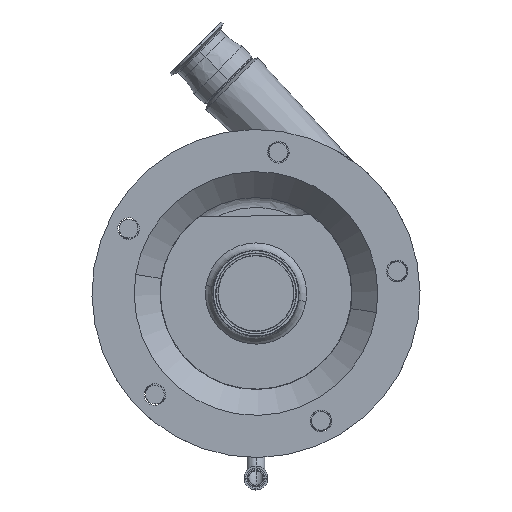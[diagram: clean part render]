
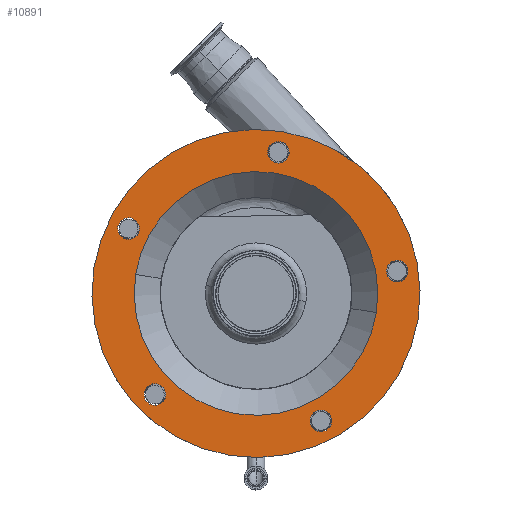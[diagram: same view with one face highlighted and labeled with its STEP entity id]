
A CAD part, top view. The second image highlights one B-rep face of the part: STEP entity #10891.
In plain terms, the highlighted planar face has unit normal (0, 0, 1).
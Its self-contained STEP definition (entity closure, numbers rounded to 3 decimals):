
#332 = DIRECTION ( 'NONE',  ( 0.988, -0.156, 0. ) ) ;
#498 = DIRECTION ( 'NONE',  ( 0., 0., 1. ) ) ;
#1217 = PLANE ( 'NONE',  #12594 ) ;
#1698 = VERTEX_POINT ( 'NONE', #3701 ) ;
#2202 = CARTESIAN_POINT ( 'NONE',  ( -124.52, 67.435, 265.65 ) ) ;
#2446 = AXIS2_PLACEMENT_3D ( 'NONE', #23707, #36305, #332 ) ;
#2456 = ORIENTED_EDGE ( 'NONE', *, *, #22132, .F. ) ;
#2595 = AXIS2_PLACEMENT_3D ( 'NONE', #22569, #33371, #13912 ) ;
#2903 = EDGE_LOOP ( 'NONE', ( #47624, #43627 ) ) ;
#3701 = CARTESIAN_POINT ( 'NONE',  ( 57.875, -134.079, 265.65 ) ) ;
#4172 = VERTEX_POINT ( 'NONE', #32252 ) ;
#4505 = EDGE_CURVE ( 'NONE', #5901, #40648, #39627, .T. ) ;
#4840 = DIRECTION ( 'NONE',  ( 0.988, -0.156, 0. ) ) ;
#5007 = DIRECTION ( 'NONE',  ( 0., 0., 1. ) ) ;
#5104 = VERTEX_POINT ( 'NONE', #7128 ) ;
#5157 = EDGE_LOOP ( 'NONE', ( #21606, #37905 ) ) ;
#5273 = ORIENTED_EDGE ( 'NONE', *, *, #43963, .F. ) ;
#5901 = VERTEX_POINT ( 'NONE', #35948 ) ;
#6266 = CARTESIAN_POINT ( 'NONE',  ( 128.399, -20.336, 265.65 ) ) ;
#7128 = CARTESIAN_POINT ( 'NONE',  ( 172.845, -27.376, 265.65 ) ) ;
#7510 = CARTESIAN_POINT ( 'NONE',  ( 150.622, 23.856, 265.65 ) ) ;
#8251 = DIRECTION ( 'NONE',  ( 0.988, -0.156, 0. ) ) ;
#8483 = DIRECTION ( 'NONE',  ( 0.988, -0.156, 0. ) ) ;
#8522 = CIRCLE ( 'NONE', #47079, 175. ) ;
#9090 = FACE_BOUND ( 'NONE', #5157, .T. ) ;
#9771 = EDGE_LOOP ( 'NONE', ( #29225, #22293 ) ) ;
#10122 = CARTESIAN_POINT ( 'NONE',  ( 80.592, -137.677, 265.65 ) ) ;
#10891 = ADVANCED_FACE ( 'NONE', ( #25132, #33001, #49012, #13024, #29063, #9090, #41130 ), #1217, .F. ) ;
#10995 = EDGE_CURVE ( 'NONE', #46846, #4172, #13399, .T. ) ;
#11494 = CIRCLE ( 'NONE', #50040, 11.5 ) ;
#11654 = AXIS2_PLACEMENT_3D ( 'NONE', #7510, #30343, #18523 ) ;
#12060 = VERTEX_POINT ( 'NONE', #10122 ) ;
#12221 = CARTESIAN_POINT ( 'NONE',  ( -135.878, 69.234, 265.65 ) ) ;
#12594 = AXIS2_PLACEMENT_3D ( 'NONE', #17232, #49266, #13279 ) ;
#12670 = ORIENTED_EDGE ( 'NONE', *, *, #14790, .T. ) ;
#13024 = FACE_BOUND ( 'NONE', #25554, .T. ) ;
#13279 = DIRECTION ( 'NONE',  ( 0., -1., 0. ) ) ;
#13385 = CARTESIAN_POINT ( 'NONE',  ( -107.834, -107.834, 265.65 ) ) ;
#13399 = CIRCLE ( 'NONE', #48660, 11.5 ) ;
#13912 = DIRECTION ( 'NONE',  ( 0.988, -0.156, 0. ) ) ;
#14049 = DIRECTION ( 'NONE',  ( 0., 0., 1. ) ) ;
#14460 = ORIENTED_EDGE ( 'NONE', *, *, #48484, .F. ) ;
#14712 = CARTESIAN_POINT ( 'NONE',  ( 139.264, 25.655, 265.65 ) ) ;
#14729 = DIRECTION ( 'NONE',  ( 0., 0., 1. ) ) ;
#14790 = EDGE_CURVE ( 'NONE', #51352, #5104, #8522, .T. ) ;
#15318 = AXIS2_PLACEMENT_3D ( 'NONE', #29029, #49232, #44777 ) ;
#16346 = CARTESIAN_POINT ( 'NONE',  ( 0., 0., 265.65 ) ) ;
#16695 = CIRCLE ( 'NONE', #11654, 11.5 ) ;
#17059 = CARTESIAN_POINT ( 'NONE',  ( 161.981, 22.057, 265.65 ) ) ;
#17232 = CARTESIAN_POINT ( 'NONE',  ( 27.376, 172.845, 265.65 ) ) ;
#17515 = DIRECTION ( 'NONE',  ( 0.988, -0.156, 0. ) ) ;
#18502 = DIRECTION ( 'NONE',  ( 0.988, -0.156, 0. ) ) ;
#18523 = DIRECTION ( 'NONE',  ( 0.988, -0.156, 0. ) ) ;
#19059 = DIRECTION ( 'NONE',  ( 0., 0., 1. ) ) ;
#19401 = CIRCLE ( 'NONE', #2595, 11.5 ) ;
#19855 = DIRECTION ( 'NONE',  ( 0.988, -0.156, 0. ) ) ;
#21606 = ORIENTED_EDGE ( 'NONE', *, *, #10995, .F. ) ;
#21893 = CARTESIAN_POINT ( 'NONE',  ( 35.215, 148.823, 265.65 ) ) ;
#22132 = EDGE_CURVE ( 'NONE', #12060, #1698, #19401, .T. ) ;
#22189 = CARTESIAN_POINT ( 'NONE',  ( -135.878, 69.234, 265.65 ) ) ;
#22293 = ORIENTED_EDGE ( 'NONE', *, *, #47892, .F. ) ;
#22569 = CARTESIAN_POINT ( 'NONE',  ( 69.234, -135.878, 265.65 ) ) ;
#23084 = AXIS2_PLACEMENT_3D ( 'NONE', #24804, #40802, #4840 ) ;
#23707 = CARTESIAN_POINT ( 'NONE',  ( 0., 0., 265.65 ) ) ;
#23751 = DIRECTION ( 'NONE',  ( 0., 0., 1. ) ) ;
#24098 = AXIS2_PLACEMENT_3D ( 'NONE', #16346, #44437, #8483 ) ;
#24402 = CARTESIAN_POINT ( 'NONE',  ( 69.234, -135.878, 265.65 ) ) ;
#24804 = CARTESIAN_POINT ( 'NONE',  ( -107.834, -107.834, 265.65 ) ) ;
#24971 = VERTEX_POINT ( 'NONE', #47379 ) ;
#25132 = FACE_BOUND ( 'NONE', #2903, .T. ) ;
#25176 = VERTEX_POINT ( 'NONE', #35555 ) ;
#25530 = ORIENTED_EDGE ( 'NONE', *, *, #51362, .F. ) ;
#25554 = EDGE_LOOP ( 'NONE', ( #2456, #14460 ) ) ;
#26673 = AXIS2_PLACEMENT_3D ( 'NONE', #29962, #14729, #30997 ) ;
#27310 = CIRCLE ( 'NONE', #44917, 11.5 ) ;
#27439 = AXIS2_PLACEMENT_3D ( 'NONE', #13385, #5007, #29414 ) ;
#28316 = CIRCLE ( 'NONE', #27439, 11.5 ) ;
#28719 = ORIENTED_EDGE ( 'NONE', *, *, #36853, .T. ) ;
#28818 = EDGE_CURVE ( 'NONE', #43047, #25176, #48230, .T. ) ;
#28997 = CARTESIAN_POINT ( 'NONE',  ( -96.475, -109.633, 265.65 ) ) ;
#29029 = CARTESIAN_POINT ( 'NONE',  ( 23.856, 150.622, 265.65 ) ) ;
#29063 = FACE_BOUND ( 'NONE', #9771, .T. ) ;
#29225 = ORIENTED_EDGE ( 'NONE', *, *, #28818, .F. ) ;
#29414 = DIRECTION ( 'NONE',  ( 0.988, -0.156, 0. ) ) ;
#29663 = AXIS2_PLACEMENT_3D ( 'NONE', #49395, #50152, #29699 ) ;
#29699 = DIRECTION ( 'NONE',  ( 0.988, -0.156, 0. ) ) ;
#29962 = CARTESIAN_POINT ( 'NONE',  ( 23.856, 150.622, 265.65 ) ) ;
#30343 = DIRECTION ( 'NONE',  ( 0., 0., 1. ) ) ;
#30548 = EDGE_LOOP ( 'NONE', ( #28719, #12670 ) ) ;
#30732 = EDGE_CURVE ( 'NONE', #40332, #34474, #16695, .T. ) ;
#30997 = DIRECTION ( 'NONE',  ( 0.988, -0.156, 0. ) ) ;
#32252 = CARTESIAN_POINT ( 'NONE',  ( -147.237, 71.033, 265.65 ) ) ;
#32895 = EDGE_CURVE ( 'NONE', #24971, #46138, #50893, .T. ) ;
#33001 = FACE_BOUND ( 'NONE', #36767, .T. ) ;
#33199 = DIRECTION ( 'NONE',  ( 0.988, -0.156, 0. ) ) ;
#33371 = DIRECTION ( 'NONE',  ( 0., 0., 1. ) ) ;
#34255 = EDGE_LOOP ( 'NONE', ( #5273, #48233 ) ) ;
#34474 = VERTEX_POINT ( 'NONE', #17059 ) ;
#35555 = CARTESIAN_POINT ( 'NONE',  ( -119.192, -106.035, 265.65 ) ) ;
#35670 = EDGE_CURVE ( 'NONE', #46138, #24971, #47263, .T. ) ;
#35790 = ORIENTED_EDGE ( 'NONE', *, *, #4505, .F. ) ;
#35948 = CARTESIAN_POINT ( 'NONE',  ( 12.498, 152.421, 265.65 ) ) ;
#36305 = DIRECTION ( 'NONE',  ( 0., 0., 1. ) ) ;
#36767 = EDGE_LOOP ( 'NONE', ( #25530, #35790 ) ) ;
#36853 = EDGE_CURVE ( 'NONE', #5104, #51352, #45623, .T. ) ;
#37566 = CIRCLE ( 'NONE', #26673, 11.5 ) ;
#37905 = ORIENTED_EDGE ( 'NONE', *, *, #45915, .F. ) ;
#39627 = CIRCLE ( 'NONE', #15318, 11.5 ) ;
#40332 = VERTEX_POINT ( 'NONE', #14712 ) ;
#40648 = VERTEX_POINT ( 'NONE', #21893 ) ;
#40802 = DIRECTION ( 'NONE',  ( 0., 0., 1. ) ) ;
#41018 = CARTESIAN_POINT ( 'NONE',  ( -172.845, 27.376, 265.65 ) ) ;
#41130 = FACE_OUTER_BOUND ( 'NONE', #30548, .T. ) ;
#43047 = VERTEX_POINT ( 'NONE', #28997 ) ;
#43627 = ORIENTED_EDGE ( 'NONE', *, *, #32895, .F. ) ;
#43963 = EDGE_CURVE ( 'NONE', #34474, #40332, #27310, .T. ) ;
#44437 = DIRECTION ( 'NONE',  ( 0., 0., 1. ) ) ;
#44777 = DIRECTION ( 'NONE',  ( 0.988, -0.156, 0. ) ) ;
#44917 = AXIS2_PLACEMENT_3D ( 'NONE', #48183, #48705, #33199 ) ;
#44986 = AXIS2_PLACEMENT_3D ( 'NONE', #12221, #19059, #19855 ) ;
#45623 = CIRCLE ( 'NONE', #29663, 175. ) ;
#45915 = EDGE_CURVE ( 'NONE', #4172, #46846, #50856, .T. ) ;
#46138 = VERTEX_POINT ( 'NONE', #6266 ) ;
#46846 = VERTEX_POINT ( 'NONE', #2202 ) ;
#47079 = AXIS2_PLACEMENT_3D ( 'NONE', #47632, #23751, #8251 ) ;
#47263 = CIRCLE ( 'NONE', #2446, 130. ) ;
#47379 = CARTESIAN_POINT ( 'NONE',  ( -128.399, 20.336, 265.65 ) ) ;
#47624 = ORIENTED_EDGE ( 'NONE', *, *, #35670, .F. ) ;
#47632 = CARTESIAN_POINT ( 'NONE',  ( 0., 0., 265.65 ) ) ;
#47892 = EDGE_CURVE ( 'NONE', #25176, #43047, #28316, .T. ) ;
#48183 = CARTESIAN_POINT ( 'NONE',  ( 150.622, 23.856, 265.65 ) ) ;
#48230 = CIRCLE ( 'NONE', #23084, 11.5 ) ;
#48233 = ORIENTED_EDGE ( 'NONE', *, *, #30732, .F. ) ;
#48484 = EDGE_CURVE ( 'NONE', #1698, #12060, #11494, .T. ) ;
#48660 = AXIS2_PLACEMENT_3D ( 'NONE', #22189, #14049, #18502 ) ;
#48705 = DIRECTION ( 'NONE',  ( 0., 0., 1. ) ) ;
#49012 = FACE_BOUND ( 'NONE', #34255, .T. ) ;
#49232 = DIRECTION ( 'NONE',  ( 0., 0., 1. ) ) ;
#49266 = DIRECTION ( 'NONE',  ( 0., 0., -1. ) ) ;
#49395 = CARTESIAN_POINT ( 'NONE',  ( 0., 0., 265.65 ) ) ;
#50040 = AXIS2_PLACEMENT_3D ( 'NONE', #24402, #498, #17515 ) ;
#50152 = DIRECTION ( 'NONE',  ( 0., 0., 1. ) ) ;
#50856 = CIRCLE ( 'NONE', #44986, 11.5 ) ;
#50893 = CIRCLE ( 'NONE', #24098, 130. ) ;
#51352 = VERTEX_POINT ( 'NONE', #41018 ) ;
#51362 = EDGE_CURVE ( 'NONE', #40648, #5901, #37566, .T. ) ;
